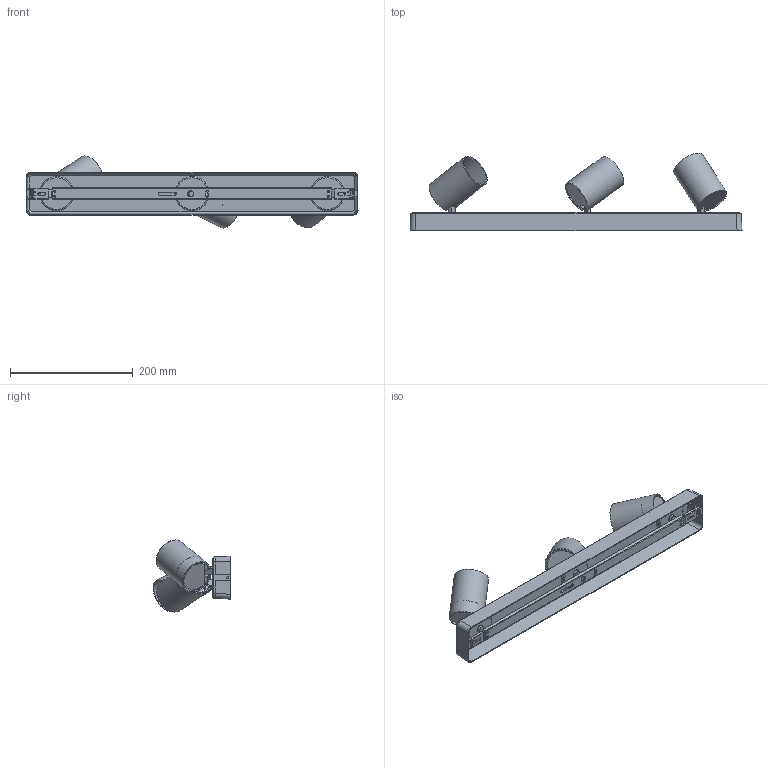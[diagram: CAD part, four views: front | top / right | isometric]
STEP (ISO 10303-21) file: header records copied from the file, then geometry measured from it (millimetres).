
FILE_DESCRIPTION(/* description */ (''),/* implementation_level */ '2;1');
FILE_NAME(/* name */ '3003A.step',/* time_stamp */ '2020-07-27T16:14:29+08:00',/* author */ (''),/* organization */ (''),/* preprocessor_version */ 'ST-DEVELOPER v16',/* originating_system */ 'SIEMENS PLM Software NX 10.0',/* authorisation */ '');
FILE_SCHEMA (('AUTOMOTIVE_DESIGN { 1 0 10303 214 3 1 1 1 }'));
Length unit declared in the file: millimetre
Products named in the file (6): 300灯罩（特殊）121; 302支架; 灯杯; 540工字挂板; 边卡; 3003A
Assembly tree (12 placements, depth 2):
  3003A
    边卡  x2
    540工字挂板
    灯杯  x3
    302支架  x3
    300灯罩（特殊）121  x3
Bounding box: 540 x 126.46 x 117.23 mm (x, y, z)
Volume: 249481.2 mm3; surface area: 306097.8 mm2
Topology: 13 solids, 13 shells, 420 faces, 1072 edges, 704 vertices
Faces by surface type: plane 251, cylinder 120, torus 21, bspline 16, cone 12
Full cylindrical faces by diameter (mm): 3.2 x8, 4 x9, 10 x3, 10.2 x1, 40 x3, 50 x3, 53 x6, 56 x3
Entity records: 8602 total; most frequent: CARTESIAN_POINT 2284, ORIENTED_EDGE 1256, DIRECTION 1239, EDGE_CURVE 628, AXIS2_PLACEMENT_3D 436, VERTEX_POINT 413, LINE 367, VECTOR 367
